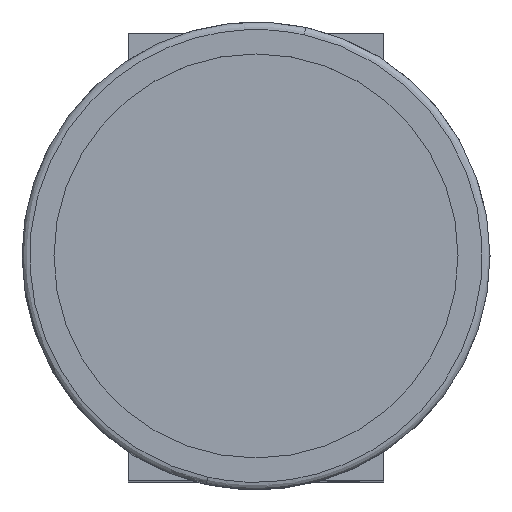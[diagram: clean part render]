
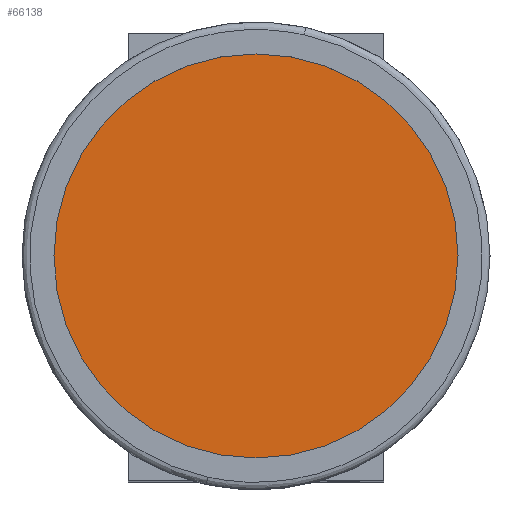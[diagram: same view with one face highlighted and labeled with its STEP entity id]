
A CAD part, top view. The second image highlights one B-rep face of the part: STEP entity #66138.
In plain terms, the highlighted planar face has unit normal (0, 0, 1).
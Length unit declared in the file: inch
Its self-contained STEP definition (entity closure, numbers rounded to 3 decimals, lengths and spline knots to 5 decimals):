
#3669 = DIRECTION ( 'NONE',  ( -1., 0., 0. ) ) ;
#9495 = DIRECTION ( 'NONE',  ( 0., 0., -1. ) ) ;
#9992 = ORIENTED_EDGE ( 'NONE', *, *, #19468, .F. ) ;
#11556 = VERTEX_POINT ( 'NONE', #55479 ) ;
#12757 = CARTESIAN_POINT ( 'NONE',  ( -0.45145, 0.26419, 5.12425 ) ) ;
#16932 = AXIS2_PLACEMENT_3D ( 'NONE', #40933, #9495, #56345 ) ;
#19468 = EDGE_CURVE ( 'NONE', #23994, #11556, #95912, .T. ) ;
#23994 = VERTEX_POINT ( 'NONE', #30195 ) ;
#25103 = CARTESIAN_POINT ( 'NONE',  ( 0.5, 0.875, 5.12425 ) ) ;
#27439 = DIRECTION ( 'NONE',  ( 0., 0., -1. ) ) ;
#30195 = CARTESIAN_POINT ( 'NONE',  ( 1.29, 0.875, 5.12425 ) ) ;
#32677 = EDGE_LOOP ( 'NONE', ( #56139, #9992 ) ) ;
#37187 = AXIS2_PLACEMENT_3D ( 'NONE', #25103, #64999, #3669 ) ;
#40933 = CARTESIAN_POINT ( 'NONE',  ( 0.5, 0.875, 5.12425 ) ) ;
#47626 = EDGE_CURVE ( 'NONE', #11556, #23994, #85582, .T. ) ;
#55479 = CARTESIAN_POINT ( 'NONE',  ( -0.29, 0.875, 5.12425 ) ) ;
#56139 = ORIENTED_EDGE ( 'NONE', *, *, #47626, .F. ) ;
#56345 = DIRECTION ( 'NONE',  ( -1., 0., 0. ) ) ;
#64999 = DIRECTION ( 'NONE',  ( 0., 0., -1. ) ) ;
#66138 = ADVANCED_FACE ( 'NONE', ( #88554 ), #78708, .F. ) ;
#73011 = DIRECTION ( 'NONE',  ( 0.213, 0.977, 0. ) ) ;
#78708 = PLANE ( 'NONE',  #85506 ) ;
#85506 = AXIS2_PLACEMENT_3D ( 'NONE', #12757, #27439, #73011 ) ;
#85582 = CIRCLE ( 'NONE', #37187, 0.79 ) ;
#88554 = FACE_OUTER_BOUND ( 'NONE', #32677, .T. ) ;
#95912 = CIRCLE ( 'NONE', #16932, 0.79 ) ;
